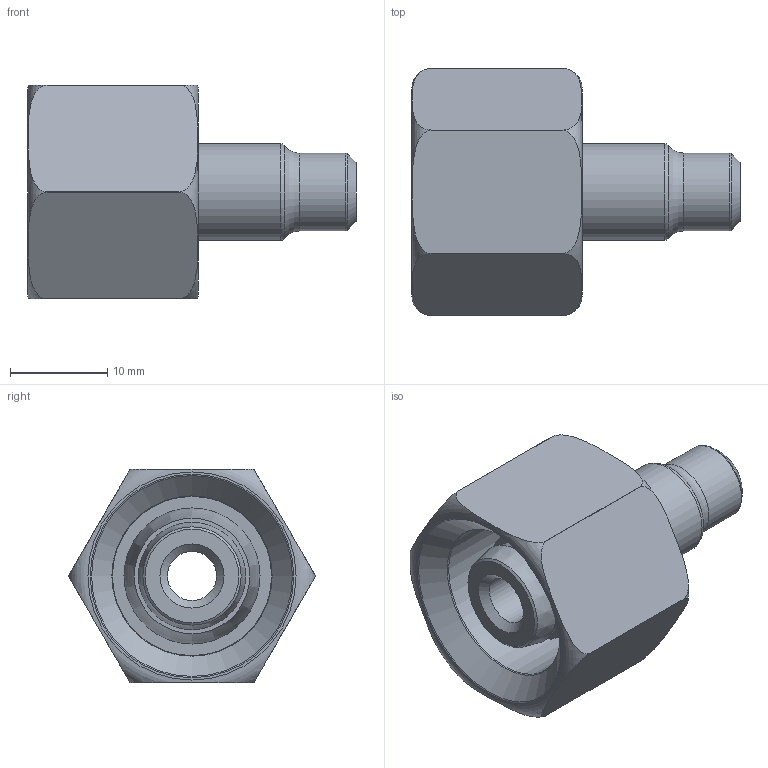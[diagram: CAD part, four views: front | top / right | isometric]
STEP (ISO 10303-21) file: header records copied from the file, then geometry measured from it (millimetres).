
FILE_DESCRIPTION(/* description */ (''),/* implementation_level */ '2;1');
FILE_NAME(/* name */ 'ARKM10-08.stp',/* time_stamp */ '2024-07-12T13:00:41+02:00',/* author */ (''),/* organization */ (''),/* preprocessor_version */ 'ST-DEVELOPER v16',/* originating_system */ 'SIEMENS PLM Software NX 10.0',/* authorisation */ '');
FILE_SCHEMA (('CONFIG_CONTROL_DESIGN'));
Length unit declared in the file: millimetre
Products named in the file (4): X-OR-10; X-M10; X-ARK10-08; ARKM10-08
Assembly tree (3 placements, depth 2):
  ARKM10-08
    X-ARK10-08
    X-M10
    X-OR-10
Bounding box: 33.76 x 25.4 x 22.01 mm (x, y, z)
Volume: 6199.9 mm3; surface area: 4544.4 mm2
Topology: 3 solids, 3 shells, 48 faces, 112 edges, 71 vertices
Faces by surface type: plane 13, cylinder 12, cone 11, torus 11, revolution 1
Full cylindrical faces by diameter (mm): 5.045 x1, 8 x1, 9.942 x1, 10.225 x1, 14 x1, 16.38 x1
Entity records: 1677 total; most frequent: CARTESIAN_POINT 338, DIRECTION 209, ORIENTED_EDGE 140, AXIS2_PLACEMENT_3D 98, EDGE_LOOP 82, FACE_BOUND 71, EDGE_CURVE 70, VERTEX_POINT 59
